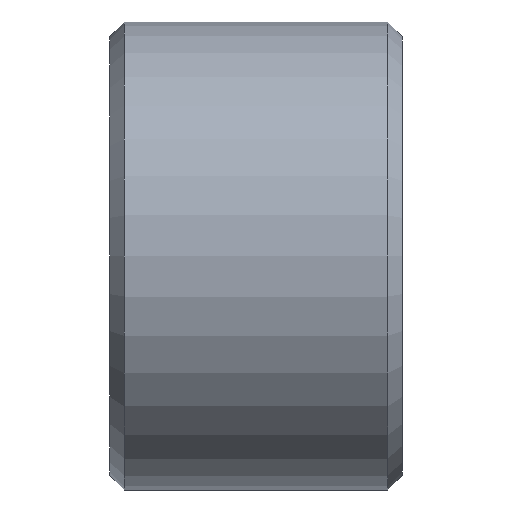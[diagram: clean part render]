
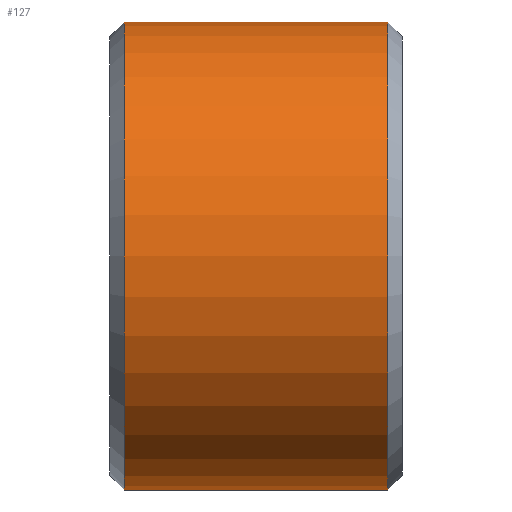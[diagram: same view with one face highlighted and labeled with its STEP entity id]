
A CAD part, left-side view. The second image highlights one B-rep face of the part: STEP entity #127.
In plain terms, the highlighted cylindrical face has radius 3.2 mm (diameter 6.4 mm), a partial arc.
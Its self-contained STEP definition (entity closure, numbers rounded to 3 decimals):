
#46 = CARTESIAN_POINT ( 'NONE',  ( 0., 0.2, -3.2 ) ) ;
#51 = LINE ( 'NONE', #515, #382 ) ;
#54 = AXIS2_PLACEMENT_3D ( 'NONE', #260, #73, #491 ) ;
#68 = EDGE_CURVE ( 'NONE', #569, #148, #214, .T. ) ;
#73 = DIRECTION ( 'NONE',  ( 0., -1., 0. ) ) ;
#76 = CARTESIAN_POINT ( 'NONE',  ( 0., 3.8, -3.2 ) ) ;
#83 = EDGE_CURVE ( 'NONE', #148, #394, #215, .T. ) ;
#122 = ORIENTED_EDGE ( 'NONE', *, *, #501, .F. ) ;
#124 = FACE_OUTER_BOUND ( 'NONE', #372, .T. ) ;
#127 = ADVANCED_FACE ( 'NONE', ( #124 ), #341, .T. ) ;
#148 = VERTEX_POINT ( 'NONE', #76 ) ;
#166 = EDGE_CURVE ( 'NONE', #394, #587, #420, .T. ) ;
#198 = VECTOR ( 'NONE', #442, 1000. ) ;
#208 = CARTESIAN_POINT ( 'NONE',  ( 0., 3.8, 0. ) ) ;
#214 = CIRCLE ( 'NONE', #366, 3.2 ) ;
#215 = LINE ( 'NONE', #574, #198 ) ;
#260 = CARTESIAN_POINT ( 'NONE',  ( 0., 4., 0. ) ) ;
#300 = ORIENTED_EDGE ( 'NONE', *, *, #83, .T. ) ;
#315 = ORIENTED_EDGE ( 'NONE', *, *, #166, .T. ) ;
#341 = CYLINDRICAL_SURFACE ( 'NONE', #54, 3.2 ) ;
#348 = DIRECTION ( 'NONE',  ( 0., -1., 0. ) ) ;
#366 = AXIS2_PLACEMENT_3D ( 'NONE', #208, #348, #576 ) ;
#367 = DIRECTION ( 'NONE',  ( 0., 0., 1. ) ) ;
#372 = EDGE_LOOP ( 'NONE', ( #122, #521, #300, #315 ) ) ;
#382 = VECTOR ( 'NONE', #562, 1000. ) ;
#394 = VERTEX_POINT ( 'NONE', #46 ) ;
#403 = CARTESIAN_POINT ( 'NONE',  ( 0., 0.2, 0. ) ) ;
#420 = CIRCLE ( 'NONE', #463, 3.2 ) ;
#442 = DIRECTION ( 'NONE',  ( 0., -1., 0. ) ) ;
#463 = AXIS2_PLACEMENT_3D ( 'NONE', #403, #504, #367 ) ;
#490 = CARTESIAN_POINT ( 'NONE',  ( 0., 0.2, 3.2 ) ) ;
#491 = DIRECTION ( 'NONE',  ( 0., 0., -1. ) ) ;
#496 = CARTESIAN_POINT ( 'NONE',  ( 0., 3.8, 3.2 ) ) ;
#501 = EDGE_CURVE ( 'NONE', #569, #587, #51, .T. ) ;
#504 = DIRECTION ( 'NONE',  ( 0., 1., 0. ) ) ;
#515 = CARTESIAN_POINT ( 'NONE',  ( 0., 4., 3.2 ) ) ;
#521 = ORIENTED_EDGE ( 'NONE', *, *, #68, .T. ) ;
#562 = DIRECTION ( 'NONE',  ( 0., -1., 0. ) ) ;
#569 = VERTEX_POINT ( 'NONE', #496 ) ;
#574 = CARTESIAN_POINT ( 'NONE',  ( 0., 4., -3.2 ) ) ;
#576 = DIRECTION ( 'NONE',  ( 0., 0., 1. ) ) ;
#587 = VERTEX_POINT ( 'NONE', #490 ) ;
